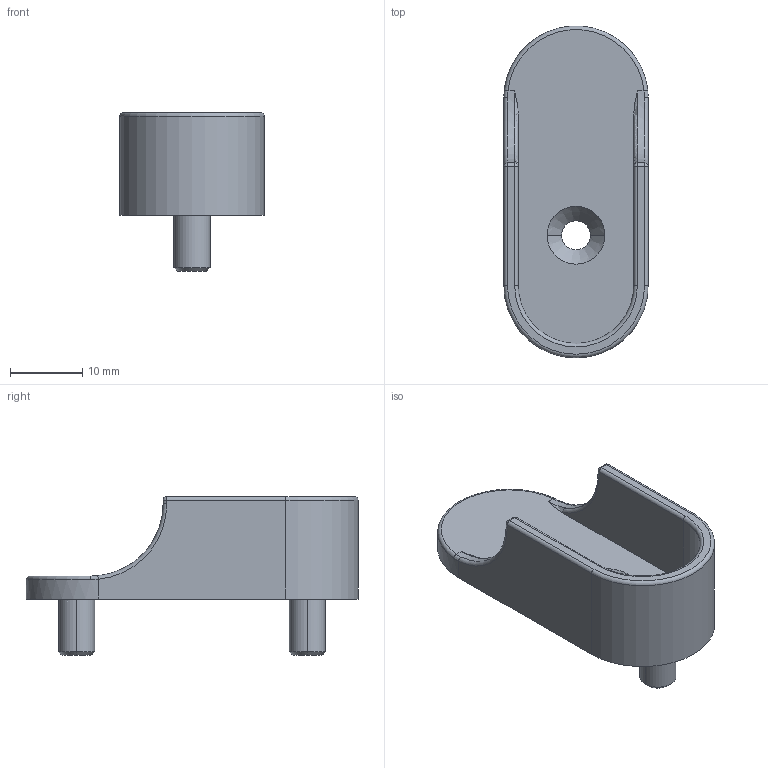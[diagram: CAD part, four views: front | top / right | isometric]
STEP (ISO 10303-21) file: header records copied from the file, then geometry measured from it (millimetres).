
FILE_DESCRIPTION (( 'STEP AP214' ), '1' );
FILE_NAME ('46008914.STEP', '2022-05-27T08:19:56', ( '' ), ( '' ), 'SwSTEP 2.0', 'SolidWorks 2018', '' );
FILE_SCHEMA (( 'AUTOMOTIVE_DESIGN' ));
Length unit declared in the file: millimetre
Products named in the file (1): 46008914
Bounding box: 20 x 46 x 22 mm (x, y, z)
Volume: 3332.5 mm3; surface area: 4268.1 mm2
Topology: 1 solids, 1 shells, 71 faces, 157 edges, 92 vertices
Faces by surface type: cylinder 33, plane 19, torus 7, cone 6, sphere 4, bspline 2
Entity records: 1996 total; most frequent: DIRECTION 370, CARTESIAN_POINT 365, ORIENTED_EDGE 306, AXIS2_PLACEMENT_3D 153, EDGE_CURVE 153, VERTEX_POINT 92, CIRCLE 83, EDGE_LOOP 81
